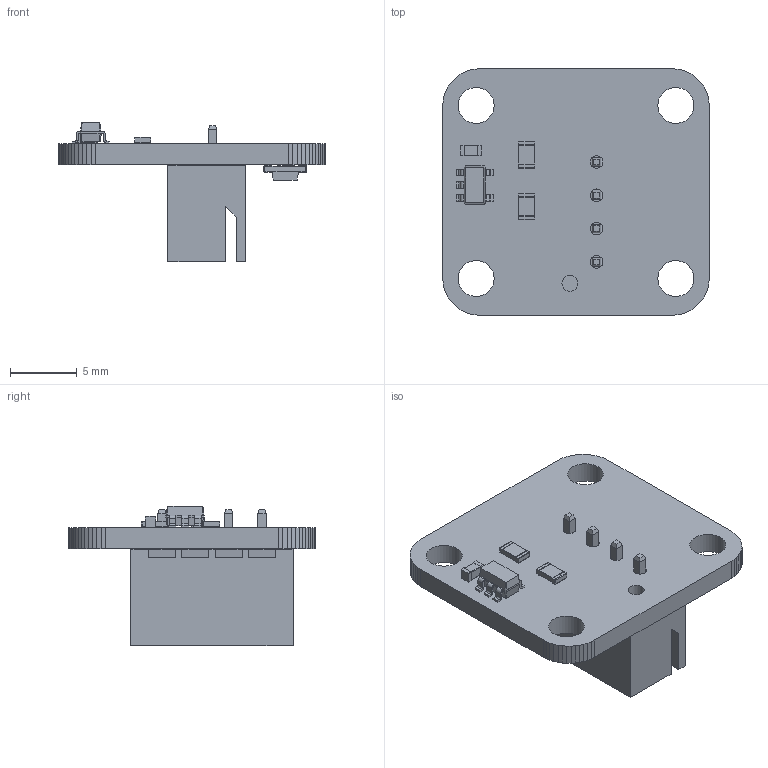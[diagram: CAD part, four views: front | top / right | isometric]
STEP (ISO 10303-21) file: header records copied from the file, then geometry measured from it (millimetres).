
FILE_DESCRIPTION(('KiCad electronic assembly'),'2;1');
FILE_NAME('wheelspeed.step','2024-01-27T12:55:40',('Pcbnew'),('Kicad'), 'Open CASCADE STEP processor 7.7','KiCad to STEP converter','Unknown' );
FILE_SCHEMA(('AUTOMOTIVE_DESIGN { 1 0 10303 214 1 1 1 1 }'));
Length unit declared in the file: millimetre
Products named in the file (12): wheelspeed 1; R_0805_2012Metric; SOLID; C_0603_1608Metric; SOT-23-5; LED_1206_3216Metric; JST - XH - Thru - 4Pin - 2.5mm (Genuine); wheelspeed PCB
Assembly tree (13 placements, depth 3):
  wheelspeed 1
    R_0805_2012Metric  x3
      SOLID
    C_0603_1608Metric
      SOLID
    SOT-23-5
      SOLID
    LED_1206_3216Metric
      SOLID
    JST - XH - Thru - 4Pin - 2.5mm (Genuine)
      SOLID
    wheelspeed PCB
Bounding box: 20 x 18.5 x 10.44 mm (x, y, z)
Volume: 738 mm3; surface area: 1622.8 mm2
Topology: 8 solids, 28 shells, 632 faces, 1595 edges, 1026 vertices
Faces by surface type: plane 491, cylinder 73, bspline 68
Full cylindrical faces by diameter (mm): 0.95 x4, 1.2 x1, 2.7 x4
Entity records: 44197 total; most frequent: CARTESIAN_POINT 12620, DIRECTION 4524, LINE 3196, VECTOR 3196, ORIENTED_EDGE 2918, PCURVE 2918, DEFINITIONAL_REPRESENTATION 2918, EDGE_CURVE 1459
